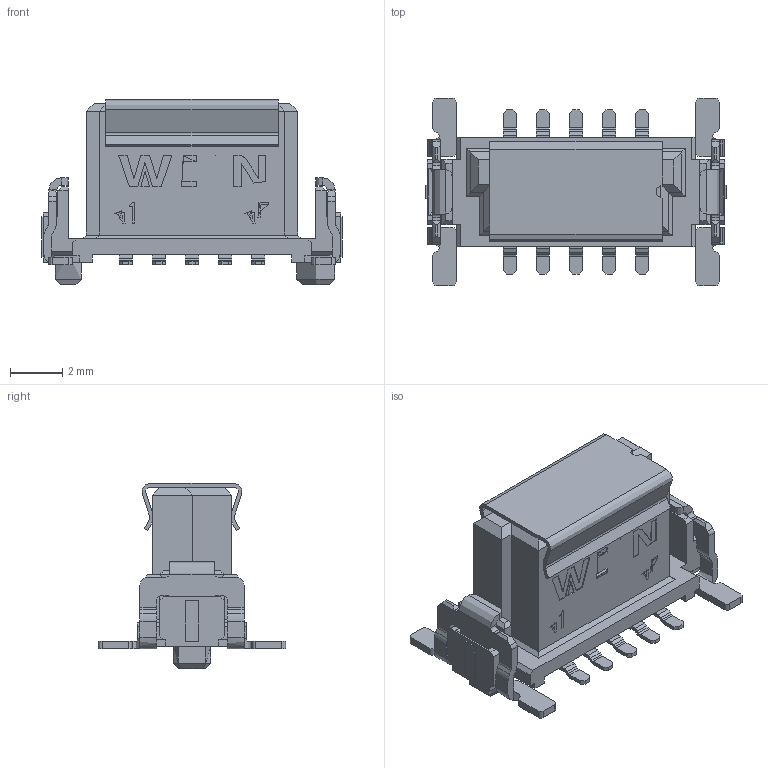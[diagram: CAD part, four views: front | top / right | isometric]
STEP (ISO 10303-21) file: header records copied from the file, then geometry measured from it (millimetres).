
FILE_DESCRIPTION( ('This file contains a STEP AP42 implementation' ,'as created by ZW3D STEP Interface translator.') ,'2;1' );
FILE_NAME( '3910-S010-062MS3WR1W.stp' ,'23 5 5.19 043', (''), ('ZWCAD Software Co.'), 'Version 1.0', 'ZW3D to STEP translator', '' );
FILE_SCHEMA(('AUTOMOTIVE_DESIGN { 1 0 10303 214 1 1 1 1 }'));
Length unit declared in the file: millimetre
Products named in the file (2): 0; 3910-S010-062MS3WR1W
Bounding box: 11.53 x 7.2 x 7.1 mm (x, y, z)
Volume: 170.8 mm3
Topology: 2 solids, 6 shells, 889 faces, 2276 edges, 1435 vertices
Faces by surface type: plane 649, cylinder 210, bspline 29, cone 1
Full cylindrical faces by diameter (mm): 1.45 x1
Entity records: 29097 total; most frequent: CARTESIAN_POINT 7049, ORIENTED_EDGE 4636, DIRECTION 3933, EDGE_CURVE 2318, VECTOR 1705, LINE 1705, VERTEX_POINT 1476, AXIS2_PLACEMENT_3D 1114
